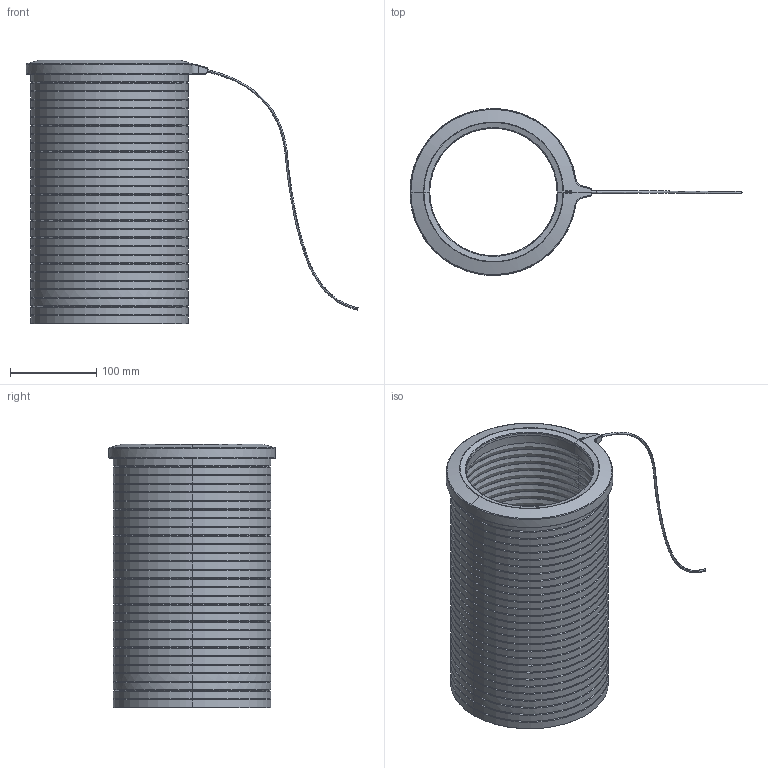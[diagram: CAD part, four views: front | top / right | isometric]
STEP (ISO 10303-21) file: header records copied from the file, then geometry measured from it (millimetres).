
FILE_DESCRIPTION(/* description */ (''),/* implementation_level */ '2;1');
FILE_NAME(/* name */ 'ZEPHYR TAVOLO SEMPL',/* time_stamp */ '2024-07-31T17:08:29+02:00',/* author */ (''),/* organization */ (''),/* preprocessor_version */ 'ST-DEVELOPER v16.5',/* originating_system */ 'Rhino 7.37',/* authorisation */ '');
FILE_SCHEMA (('AUTOMOTIVE_DESIGN'));
Length unit declared in the file: millimetre
Products named in the file (1): Document
Bounding box: 385.17 x 193.73 x 305.86 mm (x, y, z)
Volume: 182933 mm3; surface area: 401235.7 mm2
Topology: 3 solids, 6 shells, 338 faces, 690 edges, 357 vertices
Faces by surface type: bspline 204, cylinder 116, plane 18
Entity records: 29877 total; most frequent: CARTESIAN_POINT 25761, ORIENTED_EDGE 1365, EDGE_CURVE 686, VERTEX_POINT 357, EDGE_LOOP 341, ADVANCED_FACE 338, FACE_OUTER_BOUND 338, B_SPLINE_CURVE_WITH_KNOTS 200
